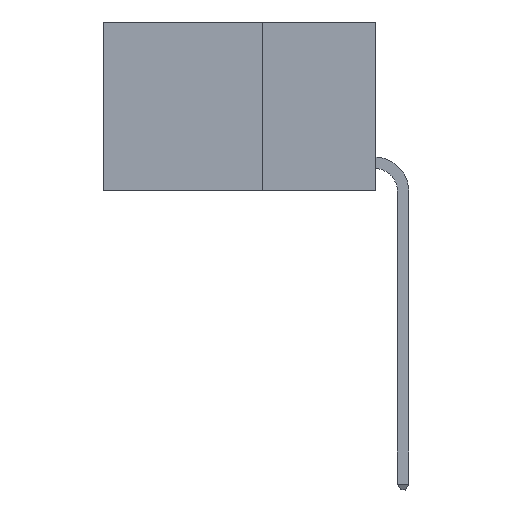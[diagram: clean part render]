
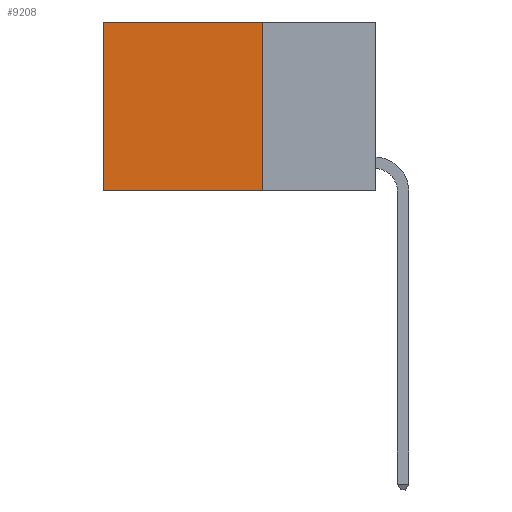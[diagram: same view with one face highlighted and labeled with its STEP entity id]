
A CAD part, left-side view. The second image highlights one B-rep face of the part: STEP entity #9208.
In plain terms, the highlighted planar face has unit normal (-1, 0, 0).
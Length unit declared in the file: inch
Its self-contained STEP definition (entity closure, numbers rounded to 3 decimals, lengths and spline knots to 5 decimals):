
#675 = VECTOR ( 'NONE', #7043, 39.37008 ) ;
#1391 = CARTESIAN_POINT ( 'NONE',  ( 0.2625, 0.25, 0. ) ) ;
#1486 = VERTEX_POINT ( 'NONE', #12499 ) ;
#1614 = DIRECTION ( 'NONE',  ( 0., 0., -1. ) ) ;
#1706 = FACE_OUTER_BOUND ( 'NONE', #7404, .T. ) ;
#2451 = CARTESIAN_POINT ( 'NONE',  ( 0.2625, 0.25, 0. ) ) ;
#3389 = ORIENTED_EDGE ( 'NONE', *, *, #13413, .F. ) ;
#4121 = ORIENTED_EDGE ( 'NONE', *, *, #20061, .F. ) ;
#4222 = DIRECTION ( 'NONE',  ( 0., 1., 0. ) ) ;
#4601 = CARTESIAN_POINT ( 'NONE',  ( 0.2625, 0.6, 0. ) ) ;
#5716 = AXIS2_PLACEMENT_3D ( 'NONE', #1391, #16877, #6584 ) ;
#6584 = DIRECTION ( 'NONE',  ( 0., 0., -1. ) ) ;
#7043 = DIRECTION ( 'NONE',  ( 0., 1., 0. ) ) ;
#7404 = EDGE_LOOP ( 'NONE', ( #15706, #3389, #4121, #11175 ) ) ;
#7651 = EDGE_CURVE ( 'NONE', #15579, #9626, #12195, .T. ) ;
#8001 = VECTOR ( 'NONE', #1614, 39.37008 ) ;
#8385 = LINE ( 'NONE', #4601, #21564 ) ;
#8530 = LINE ( 'NONE', #20470, #8001 ) ;
#9092 = EDGE_CURVE ( 'NONE', #9626, #1486, #8385, .T. ) ;
#9208 = ADVANCED_FACE ( 'NONE', ( #1706 ), #13383, .F. ) ;
#9294 = CARTESIAN_POINT ( 'NONE',  ( 0.2625, 0.6, 0. ) ) ;
#9626 = VERTEX_POINT ( 'NONE', #9294 ) ;
#11175 = ORIENTED_EDGE ( 'NONE', *, *, #7651, .T. ) ;
#12195 = LINE ( 'NONE', #2451, #20847 ) ;
#12499 = CARTESIAN_POINT ( 'NONE',  ( 0.2625, 0.6, -0.37 ) ) ;
#13383 = PLANE ( 'NONE',  #5716 ) ;
#13413 = EDGE_CURVE ( 'NONE', #15589, #1486, #19545, .T. ) ;
#15579 = VERTEX_POINT ( 'NONE', #16363 ) ;
#15589 = VERTEX_POINT ( 'NONE', #21523 ) ;
#15618 = CARTESIAN_POINT ( 'NONE',  ( 0.2625, 0.25, -0.37 ) ) ;
#15706 = ORIENTED_EDGE ( 'NONE', *, *, #9092, .T. ) ;
#16363 = CARTESIAN_POINT ( 'NONE',  ( 0.2625, 0.25, 0. ) ) ;
#16575 = DIRECTION ( 'NONE',  ( 0., 0., -1. ) ) ;
#16877 = DIRECTION ( 'NONE',  ( 1., 0., 0. ) ) ;
#19545 = LINE ( 'NONE', #15618, #675 ) ;
#20061 = EDGE_CURVE ( 'NONE', #15579, #15589, #8530, .T. ) ;
#20470 = CARTESIAN_POINT ( 'NONE',  ( 0.2625, 0.25, 0. ) ) ;
#20847 = VECTOR ( 'NONE', #4222, 39.37008 ) ;
#21523 = CARTESIAN_POINT ( 'NONE',  ( 0.2625, 0.25, -0.37 ) ) ;
#21564 = VECTOR ( 'NONE', #16575, 39.37008 ) ;
